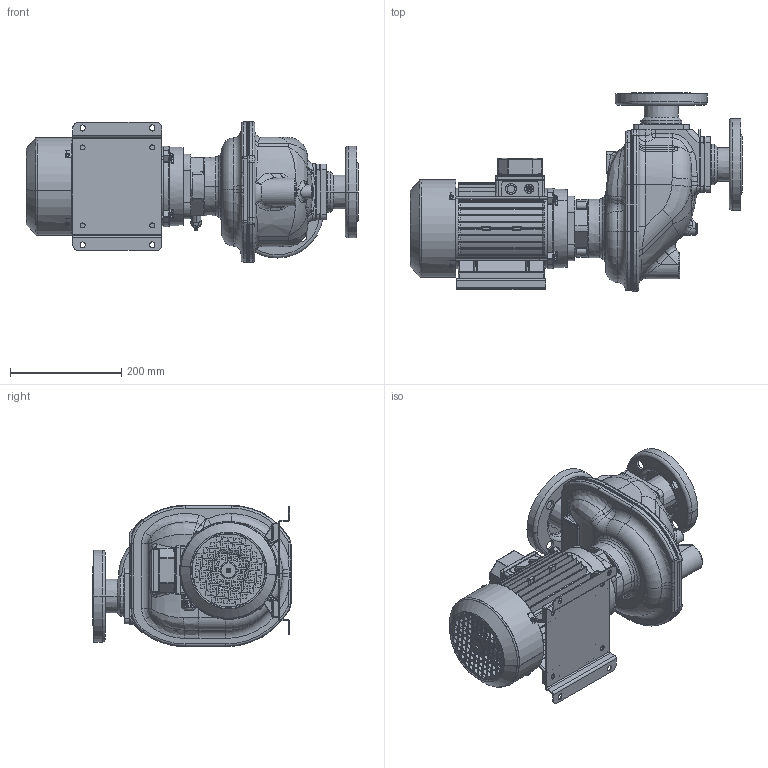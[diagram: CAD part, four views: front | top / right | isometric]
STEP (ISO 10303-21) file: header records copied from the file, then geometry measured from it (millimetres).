
FILE_DESCRIPTION((''),'2;1');
FILE_NAME('S_51_K_T_F','2023-09-15T16:02:11',('Nicola'),(''),'CREO PARAMETRIC BY PTC INC, 2023134','CREO PARAMETRIC BY PTC INC, 2023134','');
FILE_SCHEMA(('CONFIG_CONTROL_DESIGN'));
Products named in the file (1): S_51_K_T_F
Bounding box: 596 x 357 x 254 mm (x, y, z)
Volume: 12169560.8 mm3; surface area: 1019067.6 mm2
Topology: 1 solids, 1 shells, 4962 faces, 13438 edges, 8546 vertices
Faces by surface type: plane 1854, cylinder 1479, bspline 620, torus 361, cone 323, extrusion 256, sphere 69
Entity records: 235631 total; most frequent: CARTESIAN_POINT 116625, ORIENTED_EDGE 26642, DIRECTION 22178, EDGE_CURVE 13321, VERTEX_POINT 8548, AXIS2_PLACEMENT_3D 7939, VECTOR 6300, LINE 6044
